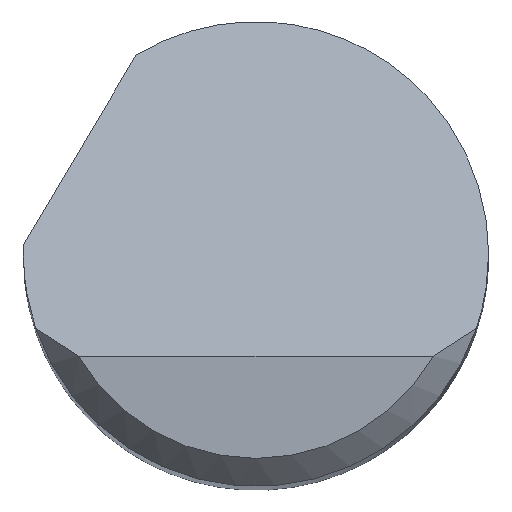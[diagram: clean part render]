
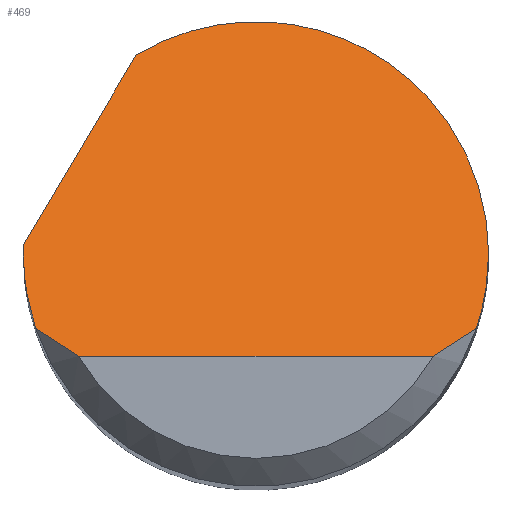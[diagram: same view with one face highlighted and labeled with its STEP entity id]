
A CAD part, top view. The second image highlights one B-rep face of the part: STEP entity #469.
In plain terms, the highlighted planar face has unit normal (0, 0.707, 0.707).
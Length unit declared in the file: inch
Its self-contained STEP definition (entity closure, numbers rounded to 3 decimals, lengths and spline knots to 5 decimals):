
#34 = CARTESIAN_POINT ( 'NONE',  ( -0.09526, -0.055, 2.5 ) ) ;
#36 = VERTEX_POINT ( 'NONE', #112 ) ;
#55 = EDGE_CURVE ( 'NONE', #449, #147, #76, .T. ) ;
#76 = B_SPLINE_CURVE_WITH_KNOTS ( 'NONE', 3,
 ( #791, #412, #657, #711 ),
 .UNSPECIFIED., .F., .F.,
 ( 4, 4 ),
 ( 0., 0.0008 ),
 .UNSPECIFIED. ) ;
#77 = CARTESIAN_POINT ( 'NONE',  ( -0.125, 0., 2.445 ) ) ;
#78 = ORIENTED_EDGE ( 'NONE', *, *, #255, .F. ) ;
#86 = EDGE_CURVE ( 'NONE', #686, #449, #667, .T. ) ;
#92 = LINE ( 'NONE', #332, #145 ) ;
#103 = ORIENTED_EDGE ( 'NONE', *, *, #558, .F. ) ;
#105 = FACE_OUTER_BOUND ( 'NONE', #694, .T. ) ;
#112 = CARTESIAN_POINT ( 'NONE',  ( -0.11843, -0.04, 2.485 ) ) ;
#121 = CARTESIAN_POINT ( 'NONE',  ( -0.125, 0., 2.445 ) ) ;
#145 = VECTOR ( 'NONE', #466, 39.37008 ) ;
#147 = VERTEX_POINT ( 'NONE', #293 ) ;
#159 = CARTESIAN_POINT ( 'NONE',  ( -0.1249, 0.005, 2.44 ) ) ;
#165 = CARTESIAN_POINT ( 'NONE',  ( -0.09526, -0.055, 2.5 ) ) ;
#168 = DIRECTION ( 'NONE',  ( 1., 0., 0. ) ) ;
#172 = CARTESIAN_POINT ( 'NONE',  ( -0.11843, -0.04, 2.485 ) ) ;
#188 = EDGE_CURVE ( 'NONE', #36, #347, #607, .T. ) ;
#195 = CARTESIAN_POINT ( 'NONE',  ( -0.06437, 0.10715, 2.33785 ) ) ;
#196 = CARTESIAN_POINT ( 'NONE',  ( -0.1249, 0.005, 2.44 ) ) ;
#197 = VERTEX_POINT ( 'NONE', #237 ) ;
#212 = ORIENTED_EDGE ( 'NONE', *, *, #634, .F. ) ;
#228 = PLANE ( 'NONE',  #553 ) ;
#232 = ORIENTED_EDGE ( 'NONE', *, *, #188, .F. ) ;
#237 = CARTESIAN_POINT ( 'NONE',  ( 0.125, 0., 2.445 ) ) ;
#255 = EDGE_CURVE ( 'NONE', #347, #468, #642, .T. ) ;
#277 = DIRECTION ( 'NONE',  ( 0., 0.707, -0.707 ) ) ;
#293 = CARTESIAN_POINT ( 'NONE',  ( 0.11843, -0.04, 2.485 ) ) ;
#332 = CARTESIAN_POINT ( 'NONE',  ( -0.15516, -0.04606, 2.49106 ) ) ;
#347 = VERTEX_POINT ( 'NONE', #467 ) ;
#357 = CARTESIAN_POINT ( 'NONE',  ( 0.125, 0., 2.445 ) ) ;
#373 = VECTOR ( 'NONE', #168, 39.37008 ) ;
#391 = CARTESIAN_POINT ( 'NONE',  ( 0.125, -0.01363, 2.45863 ) ) ;
#412 = CARTESIAN_POINT ( 'NONE',  ( 0.10339, -0.05031, 2.49531 ) ) ;
#422 = CARTESIAN_POINT ( 'NONE',  ( -0.11107, -0.04528, 2.49028 ) ) ;
#447 = CARTESIAN_POINT ( 'NONE',  ( 0.0296, 0.1636, 2.2814 ) ) ;
#449 = VERTEX_POINT ( 'NONE', #548 ) ;
#450 = CARTESIAN_POINT ( 'NONE',  ( 0.125, 0., 2.445 ) ) ;
#455 = B_SPLINE_CURVE_WITH_KNOTS ( 'NONE', 3,
 ( #172, #422, #601, #165 ),
 .UNSPECIFIED., .F., .F.,
 ( 4, 4 ),
 ( 0., 0.0008 ),
 .UNSPECIFIED. ) ;
#466 = DIRECTION ( 'NONE',  ( 0.386, 0.652, -0.652 ) ) ;
#467 = CARTESIAN_POINT ( 'NONE',  ( -0.125, 0., 2.445 ) ) ;
#468 = VERTEX_POINT ( 'NONE', #159 ) ;
#469 = ADVANCED_FACE ( 'NONE', ( #105 ), #228, .F. ) ;
#479 = EDGE_CURVE ( 'NONE', #36, #686, #455, .T. ) ;
#482 = DIRECTION ( 'NONE',  ( 0., -0.707, -0.707 ) ) ;
#500 = ORIENTED_EDGE ( 'NONE', *, *, #479, .T. ) ;
#509 = CARTESIAN_POINT ( 'NONE',  ( -0.125, 0.00167, 2.44333 ) ) ;
#530 = CARTESIAN_POINT ( 'NONE',  ( -0.06437, 0.10715, 2.33785 ) ) ;
#544 = CARTESIAN_POINT ( 'NONE',  ( -0.125, -0.055, 2.5 ) ) ;
#548 = CARTESIAN_POINT ( 'NONE',  ( 0.09526, -0.055, 2.5 ) ) ;
#553 = AXIS2_PLACEMENT_3D ( 'NONE', #544, #482, #277 ) ;
#558 = EDGE_CURVE ( 'NONE', #595, #197, #682, .T. ) ;
#562 = CARTESIAN_POINT ( 'NONE',  ( -0.11843, -0.04, 2.485 ) ) ;
#595 = VERTEX_POINT ( 'NONE', #530 ) ;
#596 = EDGE_CURVE ( 'NONE', #197, #147, #760, .T. ) ;
#598 = CARTESIAN_POINT ( 'NONE',  ( 0., -0.055, 2.5 ) ) ;
#601 = CARTESIAN_POINT ( 'NONE',  ( -0.10339, -0.05031, 2.49531 ) ) ;
#607 =( BOUNDED_CURVE ( )  B_SPLINE_CURVE ( 3, ( #562, #738, #674, #121 ),
 .UNSPECIFIED., .F., .F. ) 
 B_SPLINE_CURVE_WITH_KNOTS ( ( 4, 4 ),
 ( 4.38666, 4.71239 ),
 .UNSPECIFIED. ) 
 CURVE ( )  GEOMETRIC_REPRESENTATION_ITEM ( )  RATIONAL_B_SPLINE_CURVE ( ( 1., 0.991, 0.991, 1. ) ) 
 REPRESENTATION_ITEM ( '' )  );
#634 = EDGE_CURVE ( 'NONE', #468, #595, #92, .T. ) ;
#642 =( BOUNDED_CURVE ( )  B_SPLINE_CURVE ( 3, ( #77, #509, #742, #196 ),
 .UNSPECIFIED., .F., .F. ) 
 B_SPLINE_CURVE_WITH_KNOTS ( ( 4, 4 ),
 ( 4.71239, 4.7524 ),
 .UNSPECIFIED. ) 
 CURVE ( )  GEOMETRIC_REPRESENTATION_ITEM ( )  RATIONAL_B_SPLINE_CURVE ( ( 1., 1., 1., 1. ) ) 
 REPRESENTATION_ITEM ( '' )  );
#657 = CARTESIAN_POINT ( 'NONE',  ( 0.11107, -0.04528, 2.49028 ) ) ;
#667 = LINE ( 'NONE', #598, #373 ) ;
#674 = CARTESIAN_POINT ( 'NONE',  ( -0.125, -0.01363, 2.45863 ) ) ;
#682 =( BOUNDED_CURVE ( )  B_SPLINE_CURVE ( 3, ( #195, #447, #687, #357 ),
 .UNSPECIFIED., .F., .T. ) 
 B_SPLINE_CURVE_WITH_KNOTS ( ( 4, 4 ),
 ( 5.74227, 7.85398 ),
 .UNSPECIFIED. ) 
 CURVE ( )  GEOMETRIC_REPRESENTATION_ITEM ( )  RATIONAL_B_SPLINE_CURVE ( ( 1., 0.662, 0.662, 1. ) ) 
 REPRESENTATION_ITEM ( '' )  );
#686 = VERTEX_POINT ( 'NONE', #34 ) ;
#687 = CARTESIAN_POINT ( 'NONE',  ( 0.125, 0.10961, 2.33539 ) ) ;
#689 = ORIENTED_EDGE ( 'NONE', *, *, #55, .T. ) ;
#694 = EDGE_LOOP ( 'NONE', ( #712, #689, #747, #103, #212, #78, #232, #500 ) ) ;
#695 = CARTESIAN_POINT ( 'NONE',  ( 0.12279, -0.02708, 2.47208 ) ) ;
#711 = CARTESIAN_POINT ( 'NONE',  ( 0.11843, -0.04, 2.485 ) ) ;
#712 = ORIENTED_EDGE ( 'NONE', *, *, #86, .T. ) ;
#738 = CARTESIAN_POINT ( 'NONE',  ( -0.12279, -0.02708, 2.47208 ) ) ;
#742 = CARTESIAN_POINT ( 'NONE',  ( -0.12497, 0.00333, 2.44167 ) ) ;
#747 = ORIENTED_EDGE ( 'NONE', *, *, #596, .F. ) ;
#758 = CARTESIAN_POINT ( 'NONE',  ( 0.11843, -0.04, 2.485 ) ) ;
#760 =( BOUNDED_CURVE ( )  B_SPLINE_CURVE ( 3, ( #450, #391, #695, #758 ),
 .UNSPECIFIED., .F., .T. ) 
 B_SPLINE_CURVE_WITH_KNOTS ( ( 4, 4 ),
 ( 1.5708, 1.89653 ),
 .UNSPECIFIED. ) 
 CURVE ( )  GEOMETRIC_REPRESENTATION_ITEM ( )  RATIONAL_B_SPLINE_CURVE ( ( 1., 0.991, 0.991, 1. ) ) 
 REPRESENTATION_ITEM ( '' )  );
#791 = CARTESIAN_POINT ( 'NONE',  ( 0.09526, -0.055, 2.5 ) ) ;
